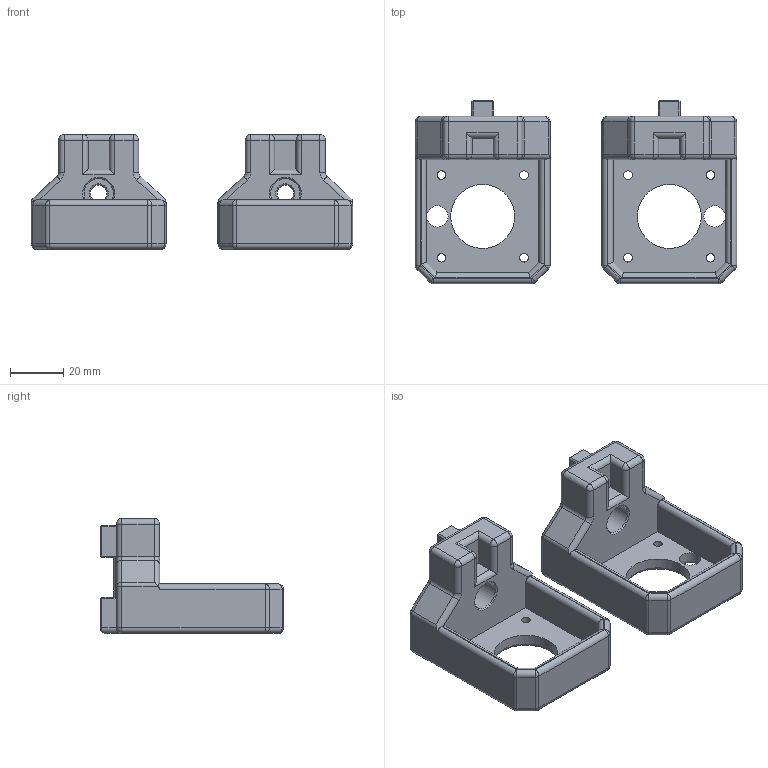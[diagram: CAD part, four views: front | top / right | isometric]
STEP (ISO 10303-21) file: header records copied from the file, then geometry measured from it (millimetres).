
FILE_DESCRIPTION(/* description */ (''),/* implementation_level */ '2;1');
FILE_NAME(/* name */ 'Z-MotorMount-1x-2.0.step',/* time_stamp */ '2018-02-24T20:01:15+01:00',/* author */ ('wolfgang.schadow'),/* organization */ (''),/* preprocessor_version */ 'ST-DEVELOPER v16.13',/* originating_system */ 'Autodesk Translation Framework v6.5.0.72',/* authorisation */ '');
FILE_SCHEMA (('AUTOMOTIVE_DESIGN { 1 0 10303 214 3 1 1 }'));
Length unit declared in the file: millimetre
Products named in the file (1): Z-MotorMount-1x-2 v1
Bounding box: 120.5 x 68.75 x 43 mm (x, y, z)
Volume: 87322.7 mm3; surface area: 29565.2 mm2
Topology: 2 solids, 2 shells, 290 faces, 653 edges, 365 vertices
Faces by surface type: cylinder 118, plane 110, sphere 36, cone 14, torus 12
Full cylindrical faces by diameter (mm): 3.2 x8, 6.2 x2, 8 x2, 11 x2, 24 x2
Entity records: 8055 total; most frequent: DIRECTION 1466, CARTESIAN_POINT 1433, ORIENTED_EDGE 1306, EDGE_CURVE 653, AXIS2_PLACEMENT_3D 540, LINE 386, VECTOR 386, VERTEX_POINT 365
